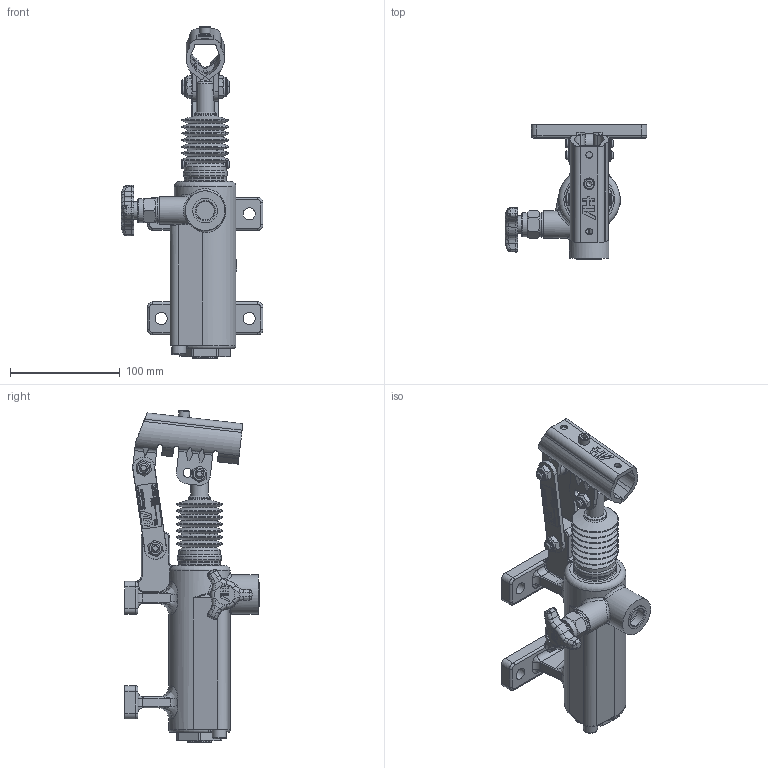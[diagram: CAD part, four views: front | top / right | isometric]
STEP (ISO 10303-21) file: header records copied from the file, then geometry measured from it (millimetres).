
FILE_DESCRIPTION((''),'2;1');
FILE_NAME('6079.0032.stp','2024-03-25T14:51:28',('christian.scardovi'),(''),'Autodesk Inventor 2013','Autodesk Inventor 2013','');
FILE_SCHEMA(('AUTOMOTIVE_DESIGN { 1 0 10303 214 1 1 1 1 }'));
Length unit declared in the file: millimetre
Products named in the file (1): 6079.0032
Bounding box: 129 x 122.5 x 301.89 mm (x, y, z)
Volume: 711616 mm3; surface area: 120810.4 mm2
Topology: 3 solids, 4 shells, 1429 faces, 3649 edges, 2295 vertices
Faces by surface type: plane 657, bspline 291, cylinder 252, torus 128, cone 100, sphere 1
Full cylindrical faces by diameter (mm): 6 x4, 8 x10, 10 x1, 11 x4, 11.05 x6, 12 x1, 13 x1, 14 x1, 16 x2, 17.5 x2, 18 x2, 20 x1, 21.8 x2, 22.5 x2, 23 x1, 25 x1, 35.9 x1, 36 x1, 38 x1, 38.004 x2, 38.376 x1, 40 x2, 56 x1
Entity records: 52710 total; most frequent: CARTESIAN_POINT 19219, ORIENTED_EDGE 6980, DIRECTION 5873, EDGE_CURVE 3490, VERTEX_POINT 2271, AXIS2_PLACEMENT_3D 2021, VECTOR 1831, LINE 1831
